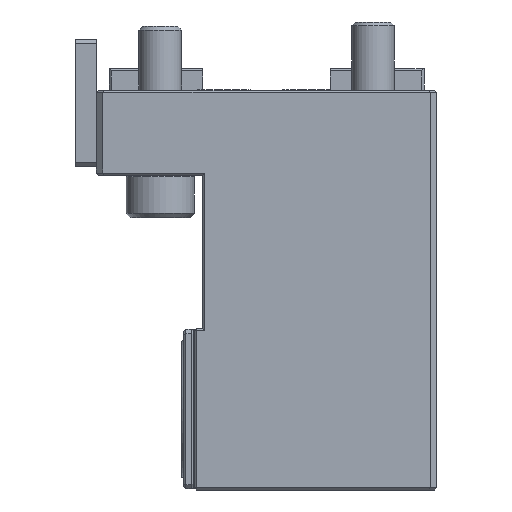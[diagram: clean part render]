
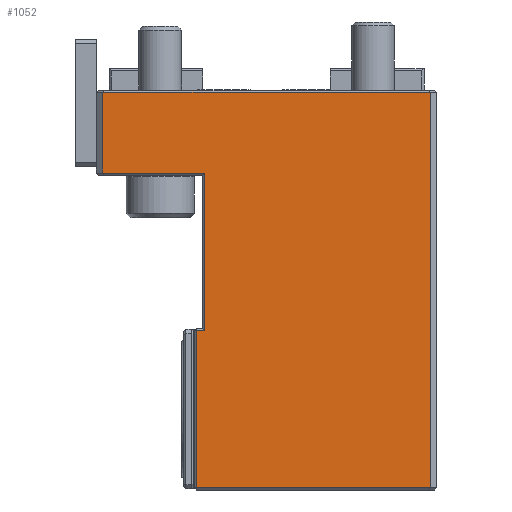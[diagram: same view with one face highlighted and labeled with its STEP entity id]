
A CAD part, front view. The second image highlights one B-rep face of the part: STEP entity #1052.
In plain terms, the highlighted planar face has unit normal (0, -1, 0).
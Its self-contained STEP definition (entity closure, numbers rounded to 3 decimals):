
#74=LINE('',#5481,#493);
#82=LINE('',#5498,#501);
#96=LINE('',#5526,#515);
#97=LINE('',#5529,#516);
#98=LINE('',#5531,#517);
#99=LINE('',#5533,#518);
#100=LINE('',#5535,#519);
#101=LINE('',#5536,#520);
#493=VECTOR('',#4217,1.);
#501=VECTOR('',#4229,1.);
#515=VECTOR('',#4255,1.);
#516=VECTOR('',#4256,1.);
#517=VECTOR('',#4257,1.);
#518=VECTOR('',#4258,1.);
#519=VECTOR('',#4259,1.);
#520=VECTOR('',#4260,1.);
#1052=ADVANCED_FACE('',(#1432),#1257,.F.);
#1257=PLANE('',#3869);
#1432=FACE_OUTER_BOUND('',#1641,.T.);
#1641=EDGE_LOOP('',(#1961,#1962,#1963,#1964,#1965,#1966,#1967,#1968));
#1961=ORIENTED_EDGE('',*,*,#3288,.T.);
#1962=ORIENTED_EDGE('',*,*,#3289,.T.);
#1963=ORIENTED_EDGE('',*,*,#3290,.T.);
#1964=ORIENTED_EDGE('',*,*,#3291,.T.);
#1965=ORIENTED_EDGE('',*,*,#3292,.T.);
#1966=ORIENTED_EDGE('',*,*,#3274,.T.);
#1967=ORIENTED_EDGE('',*,*,#3266,.T.);
#1968=ORIENTED_EDGE('',*,*,#3293,.T.);
#2932=VERTEX_POINT('',#5471);
#2936=VERTEX_POINT('',#5480);
#2942=VERTEX_POINT('',#5495);
#2952=VERTEX_POINT('',#5527);
#2953=VERTEX_POINT('',#5528);
#2954=VERTEX_POINT('',#5530);
#2955=VERTEX_POINT('',#5532);
#2956=VERTEX_POINT('',#5534);
#3266=EDGE_CURVE('',#2932,#2936,#74,.T.);
#3274=EDGE_CURVE('',#2942,#2932,#82,.T.);
#3288=EDGE_CURVE('',#2952,#2953,#96,.T.);
#3289=EDGE_CURVE('',#2953,#2954,#97,.T.);
#3290=EDGE_CURVE('',#2954,#2955,#98,.T.);
#3291=EDGE_CURVE('',#2955,#2956,#99,.T.);
#3292=EDGE_CURVE('',#2956,#2942,#100,.T.);
#3293=EDGE_CURVE('',#2936,#2952,#101,.T.);
#3869=AXIS2_PLACEMENT_3D('',#5537,#4261,#4262);
#4217=DIRECTION('',(0.,0.,-1.));
#4229=DIRECTION('',(-1.,0.,0.));
#4255=DIRECTION('',(0.,0.,1.));
#4256=DIRECTION('',(-1.,0.,0.));
#4257=DIRECTION('',(0.,0.,-1.));
#4258=DIRECTION('',(1.,0.,0.));
#4259=DIRECTION('',(0.,0.,-1.));
#4260=DIRECTION('',(1.,0.,0.));
#4261=DIRECTION('',(0.,1.,0.));
#4262=DIRECTION('',(0.,0.,-1.));
#5471=CARTESIAN_POINT('',(23.5,-42.,-56.5));
#5480=CARTESIAN_POINT('',(23.5,-42.,-93.5));
#5481=CARTESIAN_POINT('',(23.5,-42.,-94.));
#5495=CARTESIAN_POINT('',(25.5,-42.,-56.5));
#5498=CARTESIAN_POINT('',(23.,-42.,-56.5));
#5526=CARTESIAN_POINT('',(78.5,-42.,0.));
#5527=CARTESIAN_POINT('',(78.5,-42.,-93.5));
#5528=CARTESIAN_POINT('',(78.5,-42.,-0.5));
#5529=CARTESIAN_POINT('',(1.5,-42.,-0.5));
#5530=CARTESIAN_POINT('',(1.5,-42.,-0.5));
#5531=CARTESIAN_POINT('',(1.5,-42.,-20.));
#5532=CARTESIAN_POINT('',(1.5,-42.,-19.5));
#5533=CARTESIAN_POINT('',(25.,-42.,-19.5));
#5534=CARTESIAN_POINT('',(25.5,-42.,-19.5));
#5535=CARTESIAN_POINT('',(25.5,-42.,-56.));
#5536=CARTESIAN_POINT('',(78.5,-42.,-93.5));
#5537=CARTESIAN_POINT('',(23.,-42.,-94.));
